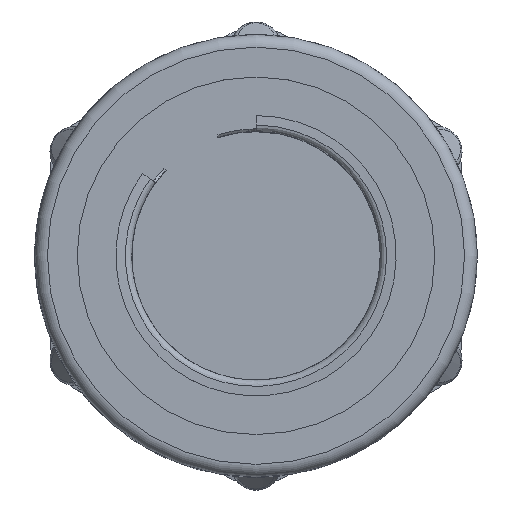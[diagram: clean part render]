
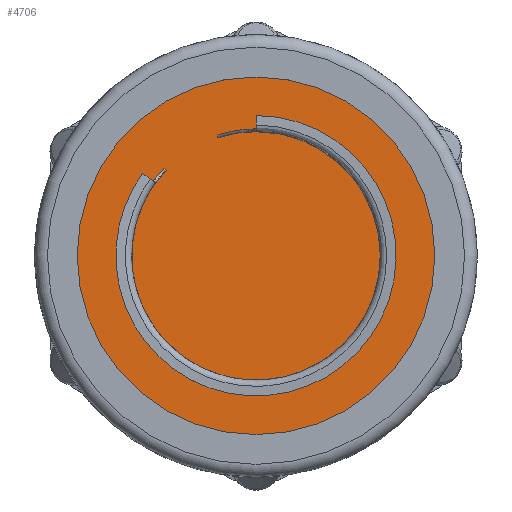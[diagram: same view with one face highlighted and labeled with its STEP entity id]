
A CAD part, top view. The second image highlights one B-rep face of the part: STEP entity #4706.
In plain terms, the highlighted planar face has unit normal (0, 0, 1).
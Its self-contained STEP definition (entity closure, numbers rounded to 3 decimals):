
#141=PLANE('',#5036);
#291=CIRCLE('',#5018,14.1);
#292=CIRCLE('',#5019,14.1);
#293=CIRCLE('',#5021,10.);
#294=CIRCLE('',#5024,9.8);
#324=FACE_BOUND('',#934,.T.);
#648=FACE_OUTER_BOUND('',#933,.T.);
#933=EDGE_LOOP('',(#4332,#4333));
#934=EDGE_LOOP('',(#4334,#4335,#4336,#4337));
#1222=LINE('',#11190,#1519);
#1231=LINE('',#11215,#1528);
#1519=VECTOR('',#5926,10.);
#1528=VECTOR('',#5951,10.);
#2210=VERTEX_POINT('',#11101);
#2211=VERTEX_POINT('',#11103);
#2212=VERTEX_POINT('',#11107);
#2213=VERTEX_POINT('',#11108);
#2218=VERTEX_POINT('',#11148);
#2219=VERTEX_POINT('',#11149);
#2901=EDGE_CURVE('',#2211,#2210,#291,.T.);
#2902=EDGE_CURVE('',#2210,#2211,#292,.T.);
#2903=EDGE_CURVE('',#2212,#2213,#293,.T.);
#2909=EDGE_CURVE('',#2218,#2219,#294,.T.);
#2916=EDGE_CURVE('',#2219,#2212,#1222,.T.);
#2929=EDGE_CURVE('',#2213,#2218,#1231,.T.);
#4332=ORIENTED_EDGE('',*,*,#2901,.T.);
#4333=ORIENTED_EDGE('',*,*,#2902,.T.);
#4334=ORIENTED_EDGE('',*,*,#2916,.F.);
#4335=ORIENTED_EDGE('',*,*,#2909,.F.);
#4336=ORIENTED_EDGE('',*,*,#2929,.F.);
#4337=ORIENTED_EDGE('',*,*,#2903,.F.);
#4706=ADVANCED_FACE('',(#648,#324),#141,.T.);
#5018=AXIS2_PLACEMENT_3D('',#11104,#5905,#5906);
#5019=AXIS2_PLACEMENT_3D('',#11105,#5907,#5908);
#5021=AXIS2_PLACEMENT_3D('',#11109,#5911,#5912);
#5024=AXIS2_PLACEMENT_3D('',#11150,#5918,#5919);
#5036=AXIS2_PLACEMENT_3D('',#11547,#5954,#5955);
#5905=DIRECTION('center_axis',(0.,0.,1.));
#5906=DIRECTION('ref_axis',(1.,0.,0.));
#5907=DIRECTION('center_axis',(0.,0.,1.));
#5908=DIRECTION('ref_axis',(1.,0.,0.));
#5911=DIRECTION('center_axis',(0.,0.,1.));
#5912=DIRECTION('ref_axis',(-1.,0.,0.));
#5918=DIRECTION('center_axis',(0.,0.,-1.));
#5919=DIRECTION('ref_axis',(-1.,0.,0.));
#5926=DIRECTION('',(-0.809,0.588,0.));
#5951=DIRECTION('',(0.,-1.,0.));
#5954=DIRECTION('center_axis',(0.,0.,1.));
#5955=DIRECTION('ref_axis',(1.,0.,0.));
#11101=CARTESIAN_POINT('',(-14.1,0.,0.));
#11103=CARTESIAN_POINT('',(14.1,0.,0.));
#11104=CARTESIAN_POINT('Origin',(0.,0.,0.));
#11105=CARTESIAN_POINT('Origin',(0.,0.,0.));
#11107=CARTESIAN_POINT('',(-7.257,6.88,0.));
#11108=CARTESIAN_POINT('',(-3.,9.539,0.));
#11109=CARTESIAN_POINT('Origin',(0.,0.,0.));
#11148=CARTESIAN_POINT('',(-3.,9.33,0.));
#11149=CARTESIAN_POINT('',(-7.094,6.761,0.));
#11150=CARTESIAN_POINT('Origin',(0.,0.,0.));
#11190=CARTESIAN_POINT('',(-3.27,3.983,0.));
#11215=CARTESIAN_POINT('',(-3.,4.986,0.));
#11547=CARTESIAN_POINT('Origin',(0.,0.,
0.));
